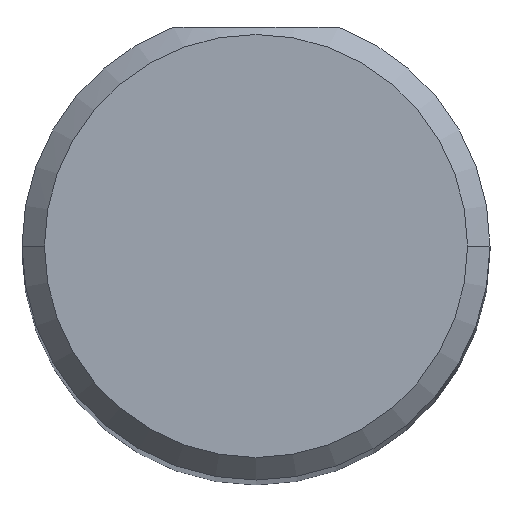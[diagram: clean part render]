
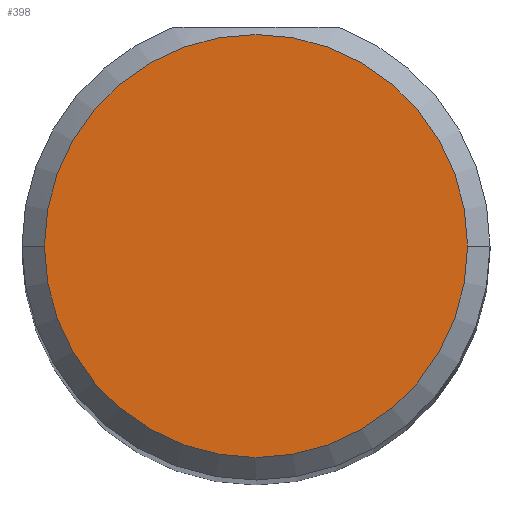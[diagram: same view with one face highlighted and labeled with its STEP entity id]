
A CAD part, top view. The second image highlights one B-rep face of the part: STEP entity #398.
In plain terms, the highlighted planar face has unit normal (0, 0, 1).
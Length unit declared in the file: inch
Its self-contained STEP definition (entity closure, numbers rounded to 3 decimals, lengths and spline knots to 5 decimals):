
#67 = DIRECTION ( 'NONE',  ( 0., 0., -1. ) ) ;
#89 = CARTESIAN_POINT ( 'NONE',  ( 0.625, 0., 2.5 ) ) ;
#120 = CARTESIAN_POINT ( 'NONE',  ( 0.625, 0., 2.5 ) ) ;
#141 = CIRCLE ( 'NONE', #466, 0.14125 ) ;
#185 = DIRECTION ( 'NONE',  ( -1., 0., 0. ) ) ;
#224 = CIRCLE ( 'NONE', #548, 0.14125 ) ;
#315 = DIRECTION ( 'NONE',  ( 0., 0., 1. ) ) ;
#318 = ORIENTED_EDGE ( 'NONE', *, *, #546, .F. ) ;
#320 = DIRECTION ( 'NONE',  ( -1., 0., 0. ) ) ;
#340 = FACE_OUTER_BOUND ( 'NONE', #391, .T. ) ;
#391 = EDGE_LOOP ( 'NONE', ( #318, #529 ) ) ;
#398 = ADVANCED_FACE ( 'NONE', ( #340 ), #471, .T. ) ;
#427 = DIRECTION ( 'NONE',  ( -1., 0., 0. ) ) ;
#447 = CARTESIAN_POINT ( 'NONE',  ( 0.48375, 0., 2.5 ) ) ;
#454 = DIRECTION ( 'NONE',  ( 0., 0., -1. ) ) ;
#466 = AXIS2_PLACEMENT_3D ( 'NONE', #120, #67, #427 ) ;
#471 = PLANE ( 'NONE',  #486 ) ;
#486 = AXIS2_PLACEMENT_3D ( 'NONE', #539, #315, #320 ) ;
#504 = EDGE_CURVE ( 'NONE', #531, #516, #224, .T. ) ;
#516 = VERTEX_POINT ( 'NONE', #530 ) ;
#529 = ORIENTED_EDGE ( 'NONE', *, *, #504, .F. ) ;
#530 = CARTESIAN_POINT ( 'NONE',  ( 0.76625, 0., 2.5 ) ) ;
#531 = VERTEX_POINT ( 'NONE', #447 ) ;
#539 = CARTESIAN_POINT ( 'NONE',  ( 0.625, 0., 2.5 ) ) ;
#546 = EDGE_CURVE ( 'NONE', #516, #531, #141, .T. ) ;
#548 = AXIS2_PLACEMENT_3D ( 'NONE', #89, #454, #185 ) ;
